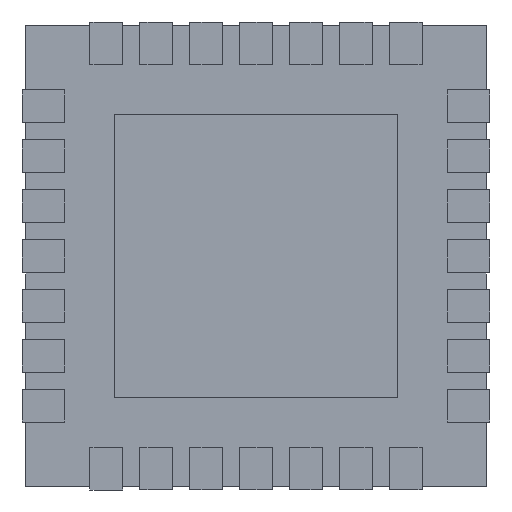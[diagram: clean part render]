
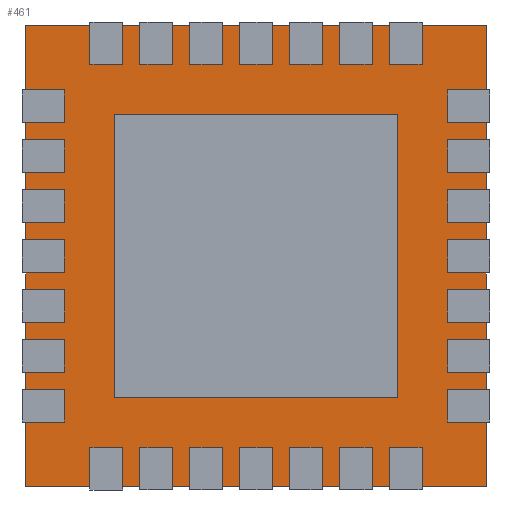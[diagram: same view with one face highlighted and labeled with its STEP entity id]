
A CAD part, front view. The second image highlights one B-rep face of the part: STEP entity #461.
In plain terms, the highlighted planar face has unit normal (0, -1, 0).
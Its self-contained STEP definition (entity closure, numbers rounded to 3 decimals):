
#131=FACE_BOUND('',#185,.T.);
#165=FACE_OUTER_BOUND('',#184,.T.);
#184=EDGE_LOOP('',(#416,#417,#418,#419));
#185=EDGE_LOOP('',(#420,#421,#422,#423));
#204=LINE('',#714,#246);
#208=LINE('',#722,#250);
#211=LINE('',#728,#253);
#214=LINE('',#733,#256);
#216=LINE('',#739,#258);
#220=LINE('',#747,#262);
#223=LINE('',#753,#265);
#226=LINE('',#758,#268);
#246=VECTOR('',#567,10.);
#250=VECTOR('',#573,10.);
#253=VECTOR('',#578,10.);
#256=VECTOR('',#583,10.);
#258=VECTOR('',#589,10.);
#262=VECTOR('',#595,10.);
#265=VECTOR('',#600,10.);
#268=VECTOR('',#605,10.);
#282=VERTEX_POINT('',#712);
#283=VERTEX_POINT('',#713);
#286=VERTEX_POINT('',#721);
#288=VERTEX_POINT('',#727);
#290=VERTEX_POINT('',#737);
#291=VERTEX_POINT('',#738);
#294=VERTEX_POINT('',#746);
#296=VERTEX_POINT('',#752);
#316=EDGE_CURVE('',#282,#283,#204,.T.);
#320=EDGE_CURVE('',#283,#286,#208,.T.);
#323=EDGE_CURVE('',#286,#288,#211,.T.);
#326=EDGE_CURVE('',#288,#282,#214,.T.);
#328=EDGE_CURVE('',#290,#291,#216,.T.);
#332=EDGE_CURVE('',#294,#290,#220,.T.);
#335=EDGE_CURVE('',#296,#294,#223,.T.);
#338=EDGE_CURVE('',#291,#296,#226,.T.);
#416=ORIENTED_EDGE('',*,*,#338,.F.);
#417=ORIENTED_EDGE('',*,*,#328,.F.);
#418=ORIENTED_EDGE('',*,*,#332,.F.);
#419=ORIENTED_EDGE('',*,*,#335,.F.);
#420=ORIENTED_EDGE('',*,*,#316,.T.);
#421=ORIENTED_EDGE('',*,*,#320,.T.);
#422=ORIENTED_EDGE('',*,*,#323,.T.);
#423=ORIENTED_EDGE('',*,*,#326,.T.);
#442=PLANE('',#496);
#461=ADVANCED_FACE('',(#165,#131),#442,.F.);
#496=AXIS2_PLACEMENT_3D('',#761,#609,#610);
#567=DIRECTION('',(0.,0.,1.));
#573=DIRECTION('',(1.,0.,0.));
#578=DIRECTION('',(0.,0.,-1.));
#583=DIRECTION('',(-1.,0.,0.));
#589=DIRECTION('',(0.,0.,-1.));
#595=DIRECTION('',(1.,0.,0.));
#600=DIRECTION('',(0.,0.,1.));
#605=DIRECTION('',(-1.,0.,0.));
#609=DIRECTION('center_axis',(0.,1.,0.));
#610=DIRECTION('ref_axis',(1.,0.,0.));
#712=CARTESIAN_POINT('',(1.15,0.05,1.15));
#713=CARTESIAN_POINT('',(1.15,0.05,4.85));
#714=CARTESIAN_POINT('',(1.15,0.05,3.925));
#721=CARTESIAN_POINT('',(4.85,0.05,4.85));
#722=CARTESIAN_POINT('',(3.925,0.05,4.85));
#727=CARTESIAN_POINT('',(4.85,0.05,1.15));
#728=CARTESIAN_POINT('',(4.85,0.05,2.075));
#733=CARTESIAN_POINT('',(2.075,0.05,1.15));
#737=CARTESIAN_POINT('',(6.,0.05,6.));
#738=CARTESIAN_POINT('',(6.,0.05,0.));
#739=CARTESIAN_POINT('',(6.,0.05,6.));
#746=CARTESIAN_POINT('',(0.,0.05,6.));
#747=CARTESIAN_POINT('',(0.,0.05,6.));
#752=CARTESIAN_POINT('',(0.,0.05,0.));
#753=CARTESIAN_POINT('',(0.,0.05,0.));
#758=CARTESIAN_POINT('',(6.,0.05,0.));
#761=CARTESIAN_POINT('Origin',(3.,0.05,3.));
